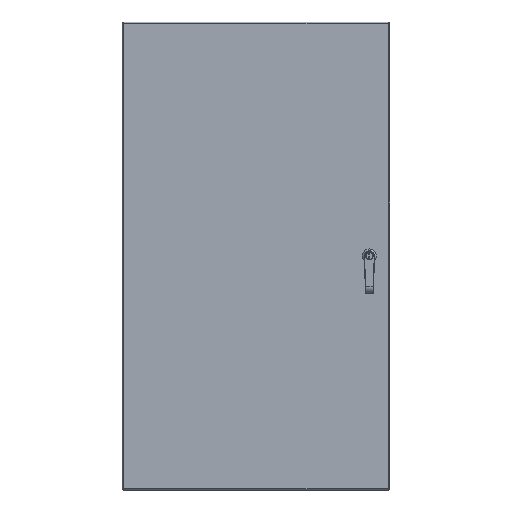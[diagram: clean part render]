
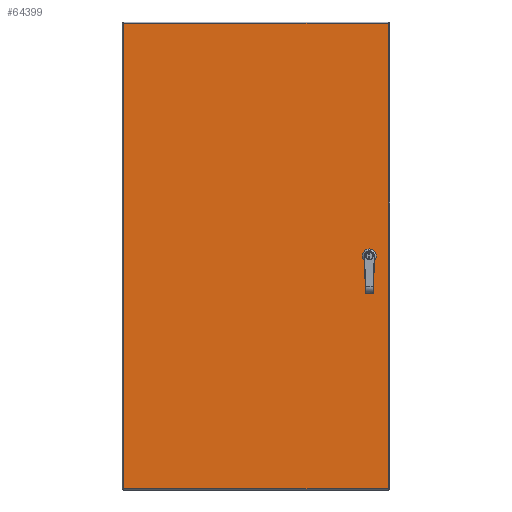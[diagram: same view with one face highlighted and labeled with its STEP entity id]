
A CAD part, front view. The second image highlights one B-rep face of the part: STEP entity #64399.
In plain terms, the highlighted planar face has unit normal (0, -1, 0).
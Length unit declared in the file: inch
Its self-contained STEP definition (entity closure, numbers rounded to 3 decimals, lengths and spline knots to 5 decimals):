
#707 = DIRECTION ( 'NONE',  ( 0., 0., 1. ) ) ;
#2172 = VERTEX_POINT ( 'NONE', #22340 ) ;
#2371 = VECTOR ( 'NONE', #56907, 39.37008 ) ;
#3166 = VECTOR ( 'NONE', #16303, 39.37008 ) ;
#3637 = EDGE_CURVE ( 'NONE', #52084, #12336, #47223, .T. ) ;
#3766 = CARTESIAN_POINT ( 'NONE',  ( 10.408, -8.837, -0.396 ) ) ;
#5504 = PLANE ( 'NONE',  #8132 ) ;
#6616 = LINE ( 'NONE', #74082, #43711 ) ;
#8132 = AXIS2_PLACEMENT_3D ( 'NONE', #78554, #67033, #66243 ) ;
#10565 = EDGE_CURVE ( 'NONE', #69388, #2172, #19602, .T. ) ;
#11300 = EDGE_CURVE ( 'NONE', #22701, #72723, #23267, .T. ) ;
#11921 = EDGE_LOOP ( 'NONE', ( #65478, #31694, #51473, #30842 ) ) ;
#12250 = CARTESIAN_POINT ( 'NONE',  ( 9.946, -8.837, -0.396 ) ) ;
#12336 = VERTEX_POINT ( 'NONE', #66246 ) ;
#15449 = CARTESIAN_POINT ( 'NONE',  ( 9.7815, -8.837, -0.2315 ) ) ;
#16303 = DIRECTION ( 'NONE',  ( -0.707, 0., 0.707 ) ) ;
#16483 = EDGE_CURVE ( 'NONE', #21736, #71135, #57604, .T. ) ;
#16580 = EDGE_CURVE ( 'NONE', #72723, #21736, #32048, .T. ) ;
#18502 = EDGE_CURVE ( 'NONE', #12336, #68343, #78378, .T. ) ;
#18554 = ORIENTED_EDGE ( 'NONE', *, *, #53298, .T. ) ;
#18585 = LINE ( 'NONE', #49164, #3166 ) ;
#19602 = LINE ( 'NONE', #68046, #53220 ) ;
#19906 = CARTESIAN_POINT ( 'NONE',  ( 11.865, -8.837, -20.877 ) ) ;
#20255 = EDGE_CURVE ( 'NONE', #2172, #28761, #67788, .T. ) ;
#21736 = VERTEX_POINT ( 'NONE', #49158 ) ;
#22340 = CARTESIAN_POINT ( 'NONE',  ( 10.5725, -8.837, -0.2315 ) ) ;
#22701 = VERTEX_POINT ( 'NONE', #58316 ) ;
#23267 = LINE ( 'NONE', #41527, #54143 ) ;
#24140 = VECTOR ( 'NONE', #78121, 39.37008 ) ;
#25238 = ORIENTED_EDGE ( 'NONE', *, *, #43060, .T. ) ;
#25686 = CARTESIAN_POINT ( 'NONE',  ( 10.5725, -8.837, -0.2315 ) ) ;
#28761 = VERTEX_POINT ( 'NONE', #3766 ) ;
#30842 = ORIENTED_EDGE ( 'NONE', *, *, #11300, .T. ) ;
#31253 = DIRECTION ( 'NONE',  ( -0.707, 0., -0.707 ) ) ;
#31694 = ORIENTED_EDGE ( 'NONE', *, *, #16483, .T. ) ;
#32048 = LINE ( 'NONE', #55897, #74866 ) ;
#36029 = VERTEX_POINT ( 'NONE', #68192 ) ;
#36092 = DIRECTION ( 'NONE',  ( -1., 0., 0. ) ) ;
#36695 = ORIENTED_EDGE ( 'NONE', *, *, #10565, .T. ) ;
#37652 = EDGE_LOOP ( 'NONE', ( #59167, #67106, #18554, #54424, #36695, #62161, #40406, #25238 ) ) ;
#37703 = CARTESIAN_POINT ( 'NONE',  ( 10.408, -8.837, 0.395 ) ) ;
#40406 = ORIENTED_EDGE ( 'NONE', *, *, #42155, .T. ) ;
#40867 = VECTOR ( 'NONE', #31253, 39.37008 ) ;
#41527 = CARTESIAN_POINT ( 'NONE',  ( -11.888, -8.837, -20.877 ) ) ;
#42022 = VECTOR ( 'NONE', #71436, 39.37008 ) ;
#42155 = EDGE_CURVE ( 'NONE', #28761, #36029, #61503, .T. ) ;
#43060 = EDGE_CURVE ( 'NONE', #36029, #52084, #18585, .T. ) ;
#43595 = FACE_BOUND ( 'NONE', #37652, .T. ) ;
#43711 = VECTOR ( 'NONE', #68127, 39.37008 ) ;
#47223 = LINE ( 'NONE', #48401, #42022 ) ;
#47706 = VECTOR ( 'NONE', #36092, 39.37008 ) ;
#48211 = CARTESIAN_POINT ( 'NONE',  ( 9.946, -8.837, 0.395 ) ) ;
#48401 = CARTESIAN_POINT ( 'NONE',  ( 9.7815, -8.837, 0.2305 ) ) ;
#49158 = CARTESIAN_POINT ( 'NONE',  ( 11.865, -8.837, 20.876 ) ) ;
#49164 = CARTESIAN_POINT ( 'NONE',  ( 9.7815, -8.837, -0.2315 ) ) ;
#49660 = CARTESIAN_POINT ( 'NONE',  ( 9.946, -8.837, 0.395 ) ) ;
#51473 = ORIENTED_EDGE ( 'NONE', *, *, #76549, .T. ) ;
#52036 = CARTESIAN_POINT ( 'NONE',  ( -11.888, -8.837, 20.876 ) ) ;
#52084 = VERTEX_POINT ( 'NONE', #15449 ) ;
#52538 = CARTESIAN_POINT ( 'NONE',  ( -11.888, -8.837, -20.877 ) ) ;
#53220 = VECTOR ( 'NONE', #62104, 39.37008 ) ;
#53298 = EDGE_CURVE ( 'NONE', #68343, #76412, #6616, .T. ) ;
#54143 = VECTOR ( 'NONE', #72499, 39.37008 ) ;
#54424 = ORIENTED_EDGE ( 'NONE', *, *, #71863, .T. ) ;
#55897 = CARTESIAN_POINT ( 'NONE',  ( 11.865, -8.837, -20.877 ) ) ;
#56907 = DIRECTION ( 'NONE',  ( 0., 0., -1. ) ) ;
#56983 = CARTESIAN_POINT ( 'NONE',  ( 10.5725, -8.837, 0.2305 ) ) ;
#57604 = LINE ( 'NONE', #52036, #24140 ) ;
#58316 = CARTESIAN_POINT ( 'NONE',  ( -11.888, -8.837, -20.877 ) ) ;
#59167 = ORIENTED_EDGE ( 'NONE', *, *, #3637, .T. ) ;
#59767 = VECTOR ( 'NONE', #72424, 39.37008 ) ;
#61503 = LINE ( 'NONE', #12250, #47706 ) ;
#62104 = DIRECTION ( 'NONE',  ( 0., 0., -1. ) ) ;
#62161 = ORIENTED_EDGE ( 'NONE', *, *, #20255, .T. ) ;
#64290 = FACE_OUTER_BOUND ( 'NONE', #11921, .T. ) ;
#64399 = ADVANCED_FACE ( 'NONE', ( #64290, #43595 ), #5504, .T. ) ;
#65478 = ORIENTED_EDGE ( 'NONE', *, *, #16580, .T. ) ;
#66185 = CARTESIAN_POINT ( 'NONE',  ( 10.408, -8.837, 0.395 ) ) ;
#66243 = DIRECTION ( 'NONE',  ( 0., 0., -1. ) ) ;
#66246 = CARTESIAN_POINT ( 'NONE',  ( 9.7815, -8.837, 0.2305 ) ) ;
#67033 = DIRECTION ( 'NONE',  ( 0., -1., 0. ) ) ;
#67106 = ORIENTED_EDGE ( 'NONE', *, *, #18502, .T. ) ;
#67788 = LINE ( 'NONE', #25686, #40867 ) ;
#67868 = LINE ( 'NONE', #37703, #71804 ) ;
#68046 = CARTESIAN_POINT ( 'NONE',  ( 10.5725, -8.837, -0.2315 ) ) ;
#68127 = DIRECTION ( 'NONE',  ( 1., 0., 0. ) ) ;
#68192 = CARTESIAN_POINT ( 'NONE',  ( 9.946, -8.837, -0.396 ) ) ;
#68343 = VERTEX_POINT ( 'NONE', #49660 ) ;
#69388 = VERTEX_POINT ( 'NONE', #56983 ) ;
#71135 = VERTEX_POINT ( 'NONE', #71575 ) ;
#71436 = DIRECTION ( 'NONE',  ( 0., 0., 1. ) ) ;
#71575 = CARTESIAN_POINT ( 'NONE',  ( -11.888, -8.837, 20.876 ) ) ;
#71804 = VECTOR ( 'NONE', #73047, 39.37008 ) ;
#71863 = EDGE_CURVE ( 'NONE', #76412, #69388, #67868, .T. ) ;
#72424 = DIRECTION ( 'NONE',  ( 0.707, 0., 0.707 ) ) ;
#72499 = DIRECTION ( 'NONE',  ( 1., 0., 0. ) ) ;
#72723 = VERTEX_POINT ( 'NONE', #19906 ) ;
#73047 = DIRECTION ( 'NONE',  ( 0.707, 0., -0.707 ) ) ;
#74082 = CARTESIAN_POINT ( 'NONE',  ( 10.408, -8.837, 0.395 ) ) ;
#74866 = VECTOR ( 'NONE', #707, 39.37008 ) ;
#75950 = LINE ( 'NONE', #52538, #2371 ) ;
#76412 = VERTEX_POINT ( 'NONE', #66185 ) ;
#76549 = EDGE_CURVE ( 'NONE', #71135, #22701, #75950, .T. ) ;
#78121 = DIRECTION ( 'NONE',  ( -1., 0., 0. ) ) ;
#78378 = LINE ( 'NONE', #48211, #59767 ) ;
#78554 = CARTESIAN_POINT ( 'NONE',  ( -11.888, -8.837, -20.877 ) ) ;
